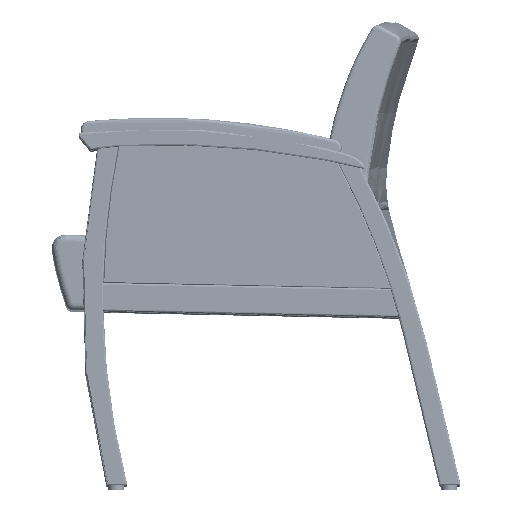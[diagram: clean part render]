
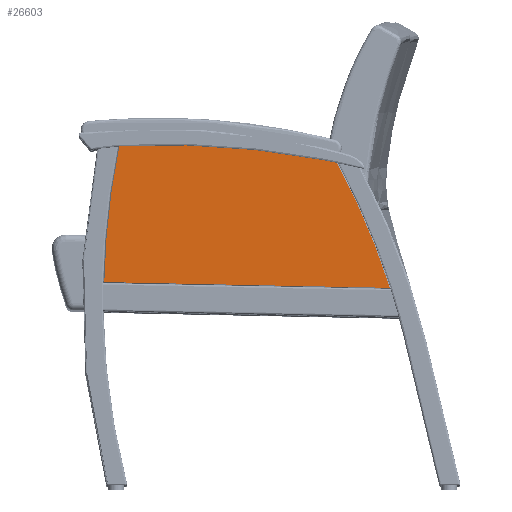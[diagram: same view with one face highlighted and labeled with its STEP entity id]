
A CAD part, top view. The second image highlights one B-rep face of the part: STEP entity #26603.
In plain terms, the highlighted planar face has unit normal (0, 0, 1).
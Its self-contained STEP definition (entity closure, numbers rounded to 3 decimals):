
#3048=PLANE('',#29632);
#4155=LINE('',#131358,#5273);
#5273=VECTOR('',#36673,20.361);
#7476=FACE_OUTER_BOUND('',#9712,.T.);
#9712=EDGE_LOOP('',(#23698,#23699,#23700,#23701));
#11191=CIRCLE('',#29630,53.107);
#11193=CIRCLE('',#29633,53.107);
#11194=CIRCLE('',#29634,59.771);
#13470=VERTEX_POINT('',#131323);
#13473=VERTEX_POINT('',#131343);
#13474=VERTEX_POINT('',#131360);
#13476=VERTEX_POINT('',#131379);
#16886=EDGE_CURVE('',#13473,#13470,#4155,.T.);
#16887=EDGE_CURVE('',#13470,#13474,#11191,.T.);
#16890=EDGE_CURVE('',#13476,#13473,#11193,.T.);
#16891=EDGE_CURVE('',#13474,#13476,#11194,.T.);
#23698=ORIENTED_EDGE('',*,*,#16886,.F.);
#23699=ORIENTED_EDGE('',*,*,#16890,.F.);
#23700=ORIENTED_EDGE('',*,*,#16891,.F.);
#23701=ORIENTED_EDGE('',*,*,#16887,.F.);
#26603=ADVANCED_FACE('',(#7476),#3048,.T.);
#29630=AXIS2_PLACEMENT_3D('',#131361,#36676,#36677);
#29632=AXIS2_PLACEMENT_3D('',#131378,#36680,#36681);
#29633=AXIS2_PLACEMENT_3D('',#131380,#36682,#36683);
#29634=AXIS2_PLACEMENT_3D('',#131381,#36684,#36685);
#36673=DIRECTION('',(-1.,0.02,0.));
#36676=DIRECTION('center_axis',(0.,0.,-1.));
#36677=DIRECTION('ref_axis',(-0.994,0.11,0.));
#36680=DIRECTION('center_axis',(0.,0.,1.));
#36681=DIRECTION('ref_axis',(1.,0.,0.));
#36682=DIRECTION('center_axis',(0.,0.,-1.));
#36683=DIRECTION('ref_axis',(0.921,0.39,0.));
#36684=DIRECTION('center_axis',(0.,0.,-1.));
#36685=DIRECTION('ref_axis',(0.068,0.998,0.));
#131323=CARTESIAN_POINT('',(-10.294,-4.614,0.813));
#131343=CARTESIAN_POINT('',(10.063,-5.024,0.813));
#131358=CARTESIAN_POINT('',(4.99,-4.922,0.813));
#131360=CARTESIAN_POINT('',(-9.201,5.166,0.813));
#131361=CARTESIAN_POINT('Origin',(42.804,-5.595,0.813));
#131378=CARTESIAN_POINT('Origin',(0.,0.,0.813));
#131379=CARTESIAN_POINT('',(6.211,4.023,0.813));
#131380=CARTESIAN_POINT('Origin',(-40.515,-21.216,0.813));
#131381=CARTESIAN_POINT('Origin',(-5.878,-54.512,0.813));
